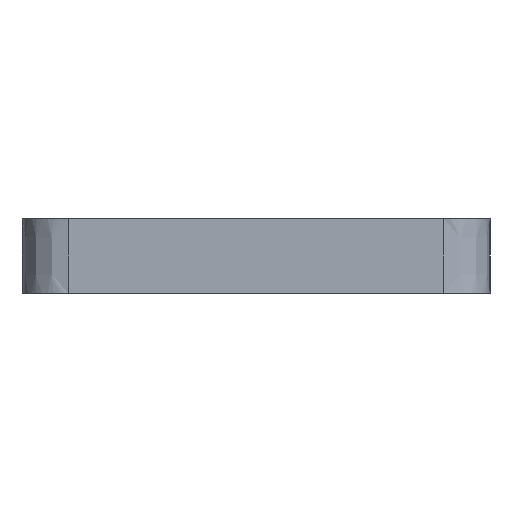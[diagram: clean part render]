
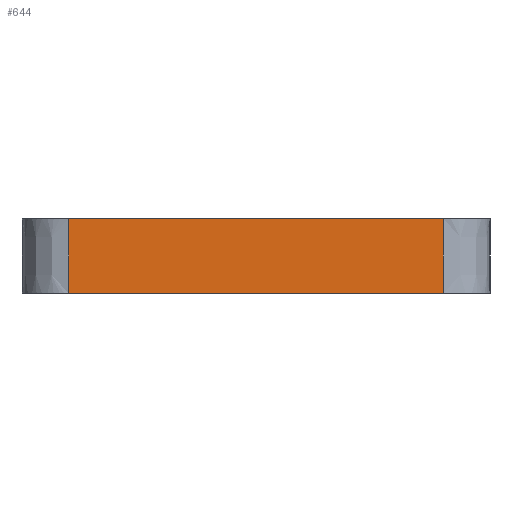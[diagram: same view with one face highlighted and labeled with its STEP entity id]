
A CAD part, left-side view. The second image highlights one B-rep face of the part: STEP entity #644.
In plain terms, the highlighted face is a extrusion surface.
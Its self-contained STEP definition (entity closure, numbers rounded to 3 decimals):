
#644 = ADVANCED_FACE('',(#645),#677,.T.);
#645 = FACE_BOUND('',#646,.T.);
#646 = EDGE_LOOP('',(#647,#657,#664,#672));
#647 = ORIENTED_EDGE('',*,*,#648,.T.);
#648 = EDGE_CURVE('',#649,#651,#653,.T.);
#649 = VERTEX_POINT('',#650);
#650 = CARTESIAN_POINT('',(0.074,-47.506,0.));
#651 = VERTEX_POINT('',#652);
#652 = CARTESIAN_POINT('',(0.074,-47.506,8.));
#653 = LINE('',#654,#655);
#654 = CARTESIAN_POINT('',(0.074,-47.506,0.));
#655 = VECTOR('',#656,1.);
#656 = DIRECTION('',(0.,0.,1.));
#657 = ORIENTED_EDGE('',*,*,#658,.T.);
#658 = EDGE_CURVE('',#651,#659,#661,.T.);
#659 = VERTEX_POINT('',#660);
#660 = CARTESIAN_POINT('',(0.074,-7.506,8.));
#661 = B_SPLINE_CURVE_WITH_KNOTS('',1,(#662,#663),.UNSPECIFIED.,.F.,.F.,
  (2,2),(0.,15748.),.PIECEWISE_BEZIER_KNOTS.);
#662 = CARTESIAN_POINT('',(0.074,-47.506,8.));
#663 = CARTESIAN_POINT('',(0.074,-7.506,8.));
#664 = ORIENTED_EDGE('',*,*,#665,.F.);
#665 = EDGE_CURVE('',#666,#659,#668,.T.);
#666 = VERTEX_POINT('',#667);
#667 = CARTESIAN_POINT('',(0.074,-7.506,0.));
#668 = LINE('',#669,#670);
#669 = CARTESIAN_POINT('',(0.074,-7.506,0.));
#670 = VECTOR('',#671,1.);
#671 = DIRECTION('',(0.,0.,1.));
#672 = ORIENTED_EDGE('',*,*,#673,.F.);
#673 = EDGE_CURVE('',#649,#666,#674,.T.);
#674 = B_SPLINE_CURVE_WITH_KNOTS('',1,(#675,#676),.UNSPECIFIED.,.F.,.F.,
  (2,2),(0.,15748.),.PIECEWISE_BEZIER_KNOTS.);
#675 = CARTESIAN_POINT('',(0.074,-47.506,0.));
#676 = CARTESIAN_POINT('',(0.074,-7.506,0.));
#677 = SURFACE_OF_LINEAR_EXTRUSION('',#678,#681);
#678 = B_SPLINE_CURVE_WITH_KNOTS('',1,(#679,#680),.UNSPECIFIED.,.F.,.F.,
  (2,2),(0.,15748.),.PIECEWISE_BEZIER_KNOTS.);
#679 = CARTESIAN_POINT('',(0.074,-47.506,0.));
#680 = CARTESIAN_POINT('',(0.074,-7.506,0.));
#681 = VECTOR('',#682,1.);
#682 = DIRECTION('',(-0.,-0.,-1.));
